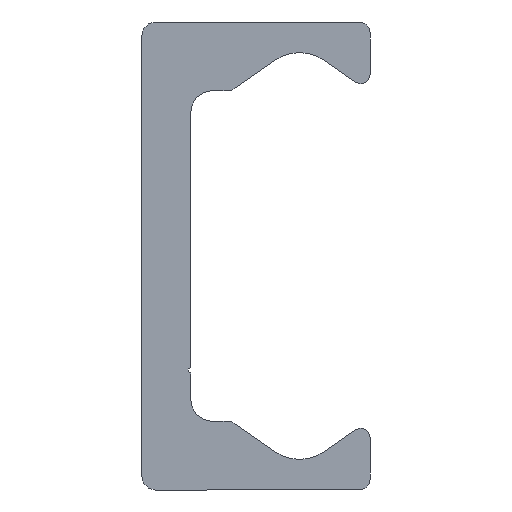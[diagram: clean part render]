
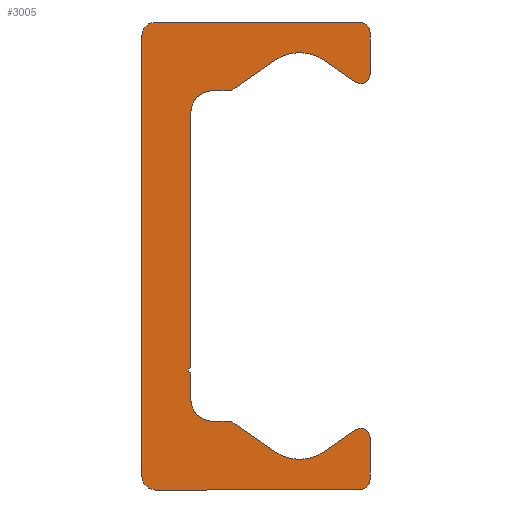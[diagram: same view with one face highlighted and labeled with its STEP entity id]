
A CAD part, left-side view. The second image highlights one B-rep face of the part: STEP entity #3005.
In plain terms, the highlighted planar face has unit normal (-1, 0, 0).
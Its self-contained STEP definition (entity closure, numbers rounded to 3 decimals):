
#1988=CARTESIAN_POINT('',(0.0,9.25,-21.5));
#1989=VERTEX_POINT('',#1988);
#1996=CARTESIAN_POINT('',(0.0,10.5,-20.25));
#1997=VERTEX_POINT('',#1996);
#1998=CARTESIAN_POINT('',(0.0,9.25,-20.25));
#1999=DIRECTION('',(1.0,0.0,0.0));
#2000=DIRECTION('',(0.0,0.0,-1.0));
#2001=AXIS2_PLACEMENT_3D('',#1998,#1999,#2000);
#2002=CIRCLE('',#2001,1.25);
#2003=EDGE_CURVE('',#1989,#1997,#2002,.T.);
#2027=CARTESIAN_POINT('',(0.0,-9.5,-21.5));
#2028=VERTEX_POINT('',#2027);
#2035=CARTESIAN_POINT('',(0.0,-9.5,-21.5));
#2036=DIRECTION('',(0.0,1.0,0.0));
#2037=VECTOR('',#2036,18.75);
#2038=LINE('',#2035,#2037);
#2039=EDGE_CURVE('',#2028,#1989,#2038,.T.);
#2059=CARTESIAN_POINT('',(0.0,-10.5,-20.5));
#2060=VERTEX_POINT('',#2059);
#2067=CARTESIAN_POINT('',(0.0,-9.5,-20.5));
#2068=DIRECTION('',(1.0,0.0,0.0));
#2069=DIRECTION('',(0.0,-1.0,0.0));
#2070=AXIS2_PLACEMENT_3D('',#2067,#2068,#2069);
#2071=CIRCLE('',#2070,1.0);
#2072=EDGE_CURVE('',#2060,#2028,#2071,.T.);
#2091=CARTESIAN_POINT('',(0.0,-10.5,-16.65));
#2092=VERTEX_POINT('',#2091);
#2099=CARTESIAN_POINT('',(0.0,-10.5,-16.65));
#2100=DIRECTION('',(0.0,0.0,-1.0));
#2101=VECTOR('',#2100,3.85);
#2102=LINE('',#2099,#2101);
#2103=EDGE_CURVE('',#2092,#2060,#2102,.T.);
#2123=CARTESIAN_POINT('',(0.0,-9.162,-15.954));
#2124=VERTEX_POINT('',#2123);
#2131=CARTESIAN_POINT('',(0.0,-9.65,-16.65));
#2132=DIRECTION('',(1.0,0.0,0.0));
#2133=DIRECTION('',(0.0,0.574,0.819));
#2134=AXIS2_PLACEMENT_3D('',#2131,#2132,#2133);
#2135=CIRCLE('',#2134,0.85);
#2136=EDGE_CURVE('',#2124,#2092,#2135,.T.);
#2155=CARTESIAN_POINT('',(0.0,-6.294,-17.962));
#2156=VERTEX_POINT('',#2155);
#2163=CARTESIAN_POINT('',(0.0,-6.294,-17.962));
#2164=DIRECTION('',(0.0,-0.819,0.574));
#2165=VECTOR('',#2164,3.501);
#2166=LINE('',#2163,#2165);
#2167=EDGE_CURVE('',#2156,#2124,#2166,.T.);
#2187=CARTESIAN_POINT('',(0.0,-1.706,-17.962));
#2188=VERTEX_POINT('',#2187);
#2195=CARTESIAN_POINT('',(0.0,-4.,-14.685));
#2196=DIRECTION('',(-1.0,0.0,0.0));
#2197=DIRECTION('',(0.0,0.574,0.819));
#2198=AXIS2_PLACEMENT_3D('',#2195,#2196,#2197);
#2199=CIRCLE('',#2198,4.0);
#2200=EDGE_CURVE('',#2188,#2156,#2199,.T.);
#2219=CARTESIAN_POINT('',(0.0,1.981,-15.381));
#2220=VERTEX_POINT('',#2219);
#2227=CARTESIAN_POINT('',(0.0,1.981,-15.381));
#2228=DIRECTION('',(0.0,-0.819,-0.574));
#2229=VECTOR('',#2228,4.5);
#2230=LINE('',#2227,#2229);
#2231=EDGE_CURVE('',#2220,#2188,#2230,.T.);
#2251=CARTESIAN_POINT('',(0.0,2.554,-15.2));
#2252=VERTEX_POINT('',#2251);
#2259=CARTESIAN_POINT('',(0.0,2.554,-16.2));
#2260=DIRECTION('',(1.0,0.0,0.0));
#2261=DIRECTION('',(0.0,0.0,1.0));
#2262=AXIS2_PLACEMENT_3D('',#2259,#2260,#2261);
#2263=CIRCLE('',#2262,1.);
#2264=EDGE_CURVE('',#2252,#2220,#2263,.T.);
#2283=CARTESIAN_POINT('',(0.0,4.0,-15.2));
#2284=VERTEX_POINT('',#2283);
#2291=CARTESIAN_POINT('',(0.0,4.0,-15.2));
#2292=DIRECTION('',(0.0,-1.0,0.0));
#2293=VECTOR('',#2292,1.446);
#2294=LINE('',#2291,#2293);
#2295=EDGE_CURVE('',#2284,#2252,#2294,.T.);
#2315=CARTESIAN_POINT('',(0.0,6.,-13.2));
#2316=VERTEX_POINT('',#2315);
#2323=CARTESIAN_POINT('',(0.0,4.,-13.2));
#2324=DIRECTION('',(-1.0,0.0,0.0));
#2325=DIRECTION('',(0.0,0.0,1.0));
#2326=AXIS2_PLACEMENT_3D('',#2323,#2324,#2325);
#2327=CIRCLE('',#2326,2.0);
#2328=EDGE_CURVE('',#2316,#2284,#2327,.T.);
#2347=CARTESIAN_POINT('',(0.0,6.,-10.75));
#2348=VERTEX_POINT('',#2347);
#2355=CARTESIAN_POINT('',(0.0,6.,-10.75));
#2356=DIRECTION('',(0.0,0.0,-1.0));
#2357=VECTOR('',#2356,2.45);
#2358=LINE('',#2355,#2357);
#2359=EDGE_CURVE('',#2348,#2316,#2358,.T.);
#2379=CARTESIAN_POINT('',(0.0,6.,-10.25));
#2380=VERTEX_POINT('',#2379);
#2387=CARTESIAN_POINT('',(0.0,6.,-10.5));
#2388=DIRECTION('',(-1.0,0.0,0.0));
#2389=DIRECTION('',(0.0,0.0,1.0));
#2390=AXIS2_PLACEMENT_3D('',#2387,#2388,#2389);
#2391=CIRCLE('',#2390,0.25);
#2392=EDGE_CURVE('',#2380,#2348,#2391,.T.);
#2411=CARTESIAN_POINT('',(0.0,6.,13.2));
#2412=VERTEX_POINT('',#2411);
#2419=CARTESIAN_POINT('',(0.0,6.,13.2));
#2420=DIRECTION('',(0.0,0.0,-1.0));
#2421=VECTOR('',#2420,23.45);
#2422=LINE('',#2419,#2421);
#2423=EDGE_CURVE('',#2412,#2380,#2422,.T.);
#2527=CARTESIAN_POINT('',(0.0,4.0,15.2));
#2528=VERTEX_POINT('',#2527);
#2535=CARTESIAN_POINT('',(0.0,4.,13.2));
#2536=DIRECTION('',(-1.0,0.0,0.0));
#2537=DIRECTION('',(0.0,-1.0,0.0));
#2538=AXIS2_PLACEMENT_3D('',#2535,#2536,#2537);
#2539=CIRCLE('',#2538,2.0);
#2540=EDGE_CURVE('',#2528,#2412,#2539,.T.);
#2559=CARTESIAN_POINT('',(0.0,2.554,15.2));
#2560=VERTEX_POINT('',#2559);
#2567=CARTESIAN_POINT('',(0.0,2.554,15.2));
#2568=DIRECTION('',(0.0,1.0,0.0));
#2569=VECTOR('',#2568,1.446);
#2570=LINE('',#2567,#2569);
#2571=EDGE_CURVE('',#2560,#2528,#2570,.T.);
#2591=CARTESIAN_POINT('',(0.0,1.981,15.381));
#2592=VERTEX_POINT('',#2591);
#2599=CARTESIAN_POINT('',(0.0,2.554,16.2));
#2600=DIRECTION('',(1.0,0.0,0.0));
#2601=DIRECTION('',(0.0,-0.574,-0.819));
#2602=AXIS2_PLACEMENT_3D('',#2599,#2600,#2601);
#2603=CIRCLE('',#2602,1.);
#2604=EDGE_CURVE('',#2592,#2560,#2603,.T.);
#2623=CARTESIAN_POINT('',(0.0,-1.706,17.962));
#2624=VERTEX_POINT('',#2623);
#2631=CARTESIAN_POINT('',(0.0,-1.706,17.962));
#2632=DIRECTION('',(0.0,0.819,-0.574));
#2633=VECTOR('',#2632,4.5);
#2634=LINE('',#2631,#2633);
#2635=EDGE_CURVE('',#2624,#2592,#2634,.T.);
#2655=CARTESIAN_POINT('',(0.0,-6.294,17.962));
#2656=VERTEX_POINT('',#2655);
#2663=CARTESIAN_POINT('',(0.0,-4.,14.685));
#2664=DIRECTION('',(-1.0,0.0,0.0));
#2665=DIRECTION('',(0.0,-0.574,-0.819));
#2666=AXIS2_PLACEMENT_3D('',#2663,#2664,#2665);
#2667=CIRCLE('',#2666,4.0);
#2668=EDGE_CURVE('',#2656,#2624,#2667,.T.);
#2687=CARTESIAN_POINT('',(0.0,-9.162,15.954));
#2688=VERTEX_POINT('',#2687);
#2695=CARTESIAN_POINT('',(0.0,-9.162,15.954));
#2696=DIRECTION('',(0.0,0.819,0.574));
#2697=VECTOR('',#2696,3.501);
#2698=LINE('',#2695,#2697);
#2699=EDGE_CURVE('',#2688,#2656,#2698,.T.);
#2719=CARTESIAN_POINT('',(0.0,-10.5,16.65));
#2720=VERTEX_POINT('',#2719);
#2727=CARTESIAN_POINT('',(0.0,-9.65,16.65));
#2728=DIRECTION('',(1.0,0.0,0.0));
#2729=DIRECTION('',(0.0,-1.0,0.0));
#2730=AXIS2_PLACEMENT_3D('',#2727,#2728,#2729);
#2731=CIRCLE('',#2730,0.85);
#2732=EDGE_CURVE('',#2720,#2688,#2731,.T.);
#2751=CARTESIAN_POINT('',(0.0,-10.5,20.5));
#2752=VERTEX_POINT('',#2751);
#2759=CARTESIAN_POINT('',(0.0,-10.5,20.5));
#2760=DIRECTION('',(0.0,0.0,-1.0));
#2761=VECTOR('',#2760,3.85);
#2762=LINE('',#2759,#2761);
#2763=EDGE_CURVE('',#2752,#2720,#2762,.T.);
#2783=CARTESIAN_POINT('',(0.0,-9.5,21.5));
#2784=VERTEX_POINT('',#2783);
#2791=CARTESIAN_POINT('',(0.0,-9.5,20.5));
#2792=DIRECTION('',(1.0,0.0,0.0));
#2793=DIRECTION('',(0.0,0.0,1.0));
#2794=AXIS2_PLACEMENT_3D('',#2791,#2792,#2793);
#2795=CIRCLE('',#2794,1.0);
#2796=EDGE_CURVE('',#2784,#2752,#2795,.T.);
#2815=CARTESIAN_POINT('',(0.0,9.25,21.5));
#2816=VERTEX_POINT('',#2815);
#2823=CARTESIAN_POINT('',(0.0,9.25,21.5));
#2824=DIRECTION('',(0.0,-1.0,0.0));
#2825=VECTOR('',#2824,18.75);
#2826=LINE('',#2823,#2825);
#2827=EDGE_CURVE('',#2816,#2784,#2826,.T.);
#2847=CARTESIAN_POINT('',(0.0,10.5,20.25));
#2848=VERTEX_POINT('',#2847);
#2855=CARTESIAN_POINT('',(0.0,9.25,20.25));
#2856=DIRECTION('',(1.0,0.0,0.0));
#2857=DIRECTION('',(0.0,1.0,0.0));
#2858=AXIS2_PLACEMENT_3D('',#2855,#2856,#2857);
#2859=CIRCLE('',#2858,1.25);
#2860=EDGE_CURVE('',#2848,#2816,#2859,.T.);
#2878=CARTESIAN_POINT('',(0.0,10.5,-20.25));
#2879=DIRECTION('',(0.0,0.0,1.0));
#2880=VECTOR('',#2879,40.5);
#2881=LINE('',#2878,#2880);
#2882=EDGE_CURVE('',#1997,#2848,#2881,.T.);
#2972=CARTESIAN_POINT('',(0.0,2.66,-0.019));
#2973=DIRECTION('',(1.0,0.0,0.0));
#2974=DIRECTION('',(0.0,0.0,-1.0));
#2975=AXIS2_PLACEMENT_3D('',#2972,#2973,#2974);
#2976=PLANE('',#2975);
#2977=ORIENTED_EDGE('',*,*,#2882,.F.);
#2978=ORIENTED_EDGE('',*,*,#2003,.F.);
#2979=ORIENTED_EDGE('',*,*,#2039,.F.);
#2980=ORIENTED_EDGE('',*,*,#2072,.F.);
#2981=ORIENTED_EDGE('',*,*,#2103,.F.);
#2982=ORIENTED_EDGE('',*,*,#2136,.F.);
#2983=ORIENTED_EDGE('',*,*,#2167,.F.);
#2984=ORIENTED_EDGE('',*,*,#2200,.F.);
#2985=ORIENTED_EDGE('',*,*,#2231,.F.);
#2986=ORIENTED_EDGE('',*,*,#2264,.F.);
#2987=ORIENTED_EDGE('',*,*,#2295,.F.);
#2988=ORIENTED_EDGE('',*,*,#2328,.F.);
#2989=ORIENTED_EDGE('',*,*,#2359,.F.);
#2990=ORIENTED_EDGE('',*,*,#2392,.F.);
#2991=ORIENTED_EDGE('',*,*,#2423,.F.);
#2992=ORIENTED_EDGE('',*,*,#2540,.F.);
#2993=ORIENTED_EDGE('',*,*,#2571,.F.);
#2994=ORIENTED_EDGE('',*,*,#2604,.F.);
#2995=ORIENTED_EDGE('',*,*,#2635,.F.);
#2996=ORIENTED_EDGE('',*,*,#2668,.F.);
#2997=ORIENTED_EDGE('',*,*,#2699,.F.);
#2998=ORIENTED_EDGE('',*,*,#2732,.F.);
#2999=ORIENTED_EDGE('',*,*,#2763,.F.);
#3000=ORIENTED_EDGE('',*,*,#2796,.F.);
#3001=ORIENTED_EDGE('',*,*,#2827,.F.);
#3002=ORIENTED_EDGE('',*,*,#2860,.F.);
#3003=EDGE_LOOP('',(#2977,#2978,#2979,#2980,#2981,#2982,#2983,#2984,#2985,#2986,#2987,#2988,#2989,#2990,#2991,#2992,#2993,#2994,#2995,#2996,#2997,#2998,#2999,#3000,#3001,#3002));
#3004=FACE_OUTER_BOUND('',#3003,.T.);
#3005=ADVANCED_FACE('',(#3004),#2976,.F.);
